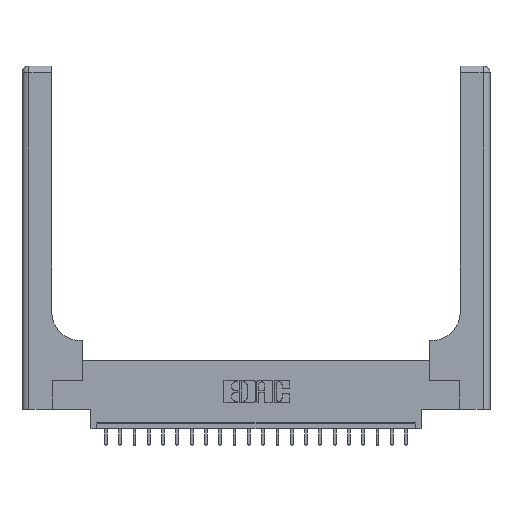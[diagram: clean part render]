
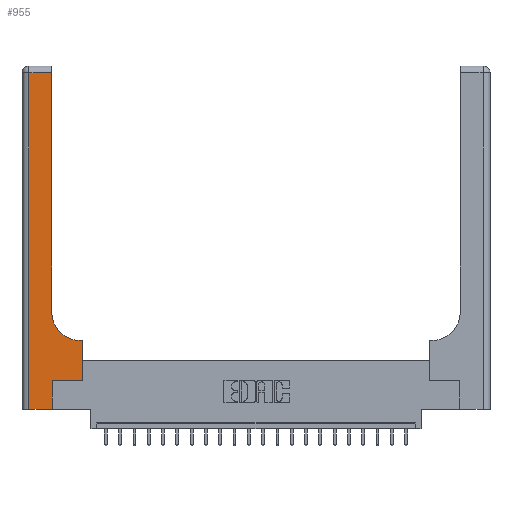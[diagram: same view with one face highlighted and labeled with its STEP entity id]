
A CAD part, top view. The second image highlights one B-rep face of the part: STEP entity #955.
In plain terms, the highlighted planar face has unit normal (0, 0, 1).
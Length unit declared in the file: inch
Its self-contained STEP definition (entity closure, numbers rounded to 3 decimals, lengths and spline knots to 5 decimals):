
#112 = EDGE_CURVE ( 'NONE', #21183, #8609, #13867, .T. ) ;
#189 = DIRECTION ( 'NONE',  ( 0., 0., -1. ) ) ;
#201 = EDGE_CURVE ( 'NONE', #13617, #17132, #10624, .T. ) ;
#288 = CARTESIAN_POINT ( 'NONE',  ( 0.528, 0.25, 0.37 ) ) ;
#932 = DIRECTION ( 'NONE',  ( -1., 0., 0. ) ) ;
#955 = ADVANCED_FACE ( 'NONE', ( #12272 ), #15628, .F. ) ;
#1444 = ORIENTED_EDGE ( 'NONE', *, *, #18402, .T. ) ;
#1530 = CARTESIAN_POINT ( 'NONE',  ( 0., 0., 0.37 ) ) ;
#1958 = VERTEX_POINT ( 'NONE', #2770 ) ;
#2006 = ORIENTED_EDGE ( 'NONE', *, *, #201, .T. ) ;
#2770 = CARTESIAN_POINT ( 'NONE',  ( 0.26, 2.94, 0.37 ) ) ;
#2774 = EDGE_CURVE ( 'NONE', #1958, #13617, #4168, .T. ) ;
#2937 = CARTESIAN_POINT ( 'NONE',  ( 0.06, 2.94, 0.37 ) ) ;
#3396 = CARTESIAN_POINT ( 'NONE',  ( 0.528, 0.6, 0.37 ) ) ;
#3741 = VECTOR ( 'NONE', #6579, 39.37008 ) ;
#3995 = VECTOR ( 'NONE', #19944, 39.37008 ) ;
#4168 = LINE ( 'NONE', #21195, #10285 ) ;
#5162 = VECTOR ( 'NONE', #5571, 39.37008 ) ;
#5329 = AXIS2_PLACEMENT_3D ( 'NONE', #13842, #189, #21102 ) ;
#5571 = DIRECTION ( 'NONE',  ( 0., -1., 0. ) ) ;
#5677 = DIRECTION ( 'NONE',  ( 0., 1., 0. ) ) ;
#5864 = LINE ( 'NONE', #21524, #19596 ) ;
#5967 = CARTESIAN_POINT ( 'NONE',  ( 0.265, 0., 0.37 ) ) ;
#6303 = LINE ( 'NONE', #11560, #3995 ) ;
#6579 = DIRECTION ( 'NONE',  ( 1., 0., 0. ) ) ;
#7001 = CARTESIAN_POINT ( 'NONE',  ( 0.265, 0.25, 0.37 ) ) ;
#7262 = CARTESIAN_POINT ( 'NONE',  ( 0.06, 3., 0.37 ) ) ;
#7464 = DIRECTION ( 'NONE',  ( 0., 0., -1. ) ) ;
#7950 = VERTEX_POINT ( 'NONE', #9038 ) ;
#8255 = AXIS2_PLACEMENT_3D ( 'NONE', #12505, #7464, #16078 ) ;
#8609 = VERTEX_POINT ( 'NONE', #3396 ) ;
#8790 = CARTESIAN_POINT ( 'NONE',  ( 0.06, 0., 0.37 ) ) ;
#8836 = CARTESIAN_POINT ( 'NONE',  ( 0.26, 0.85, 0.37 ) ) ;
#9005 = CARTESIAN_POINT ( 'NONE',  ( 0.26, 3., 0.37 ) ) ;
#9038 = CARTESIAN_POINT ( 'NONE',  ( 0.51, 0.6, 0.37 ) ) ;
#10165 = ORIENTED_EDGE ( 'NONE', *, *, #17150, .T. ) ;
#10285 = VECTOR ( 'NONE', #932, 39.37008 ) ;
#10624 = LINE ( 'NONE', #7262, #5162 ) ;
#11500 = EDGE_LOOP ( 'NONE', ( #15893, #14468, #2006, #16867, #12315, #10165, #20914, #1444, #12114 ) ) ;
#11560 = CARTESIAN_POINT ( 'NONE',  ( 0.265, 0., 0.37 ) ) ;
#11835 = DIRECTION ( 'NONE',  ( 0., 1., 0. ) ) ;
#11923 = LINE ( 'NONE', #7001, #13786 ) ;
#12113 = VECTOR ( 'NONE', #11835, 39.37008 ) ;
#12114 = ORIENTED_EDGE ( 'NONE', *, *, #20888, .T. ) ;
#12272 = FACE_OUTER_BOUND ( 'NONE', #11500, .T. ) ;
#12315 = ORIENTED_EDGE ( 'NONE', *, *, #13592, .T. ) ;
#12505 = CARTESIAN_POINT ( 'NONE',  ( 0.51, 0.85, 0.37 ) ) ;
#13592 = EDGE_CURVE ( 'NONE', #13634, #19552, #6303, .T. ) ;
#13612 = CIRCLE ( 'NONE', #8255, 0.25 ) ;
#13617 = VERTEX_POINT ( 'NONE', #2937 ) ;
#13634 = VERTEX_POINT ( 'NONE', #5967 ) ;
#13786 = VECTOR ( 'NONE', #18730, 39.37008 ) ;
#13842 = CARTESIAN_POINT ( 'NONE',  ( 0., 3., 0.37 ) ) ;
#13867 = LINE ( 'NONE', #19115, #21236 ) ;
#14468 = ORIENTED_EDGE ( 'NONE', *, *, #2774, .T. ) ;
#15628 = PLANE ( 'NONE',  #5329 ) ;
#15893 = ORIENTED_EDGE ( 'NONE', *, *, #18246, .T. ) ;
#16078 = DIRECTION ( 'NONE',  ( 1., 0., 0. ) ) ;
#16572 = EDGE_CURVE ( 'NONE', #17132, #13634, #22118, .T. ) ;
#16867 = ORIENTED_EDGE ( 'NONE', *, *, #16572, .T. ) ;
#17132 = VERTEX_POINT ( 'NONE', #8790 ) ;
#17150 = EDGE_CURVE ( 'NONE', #19552, #21183, #11923, .T. ) ;
#17706 = DIRECTION ( 'NONE',  ( -1., 0., 0. ) ) ;
#17932 = VERTEX_POINT ( 'NONE', #8836 ) ;
#18246 = EDGE_CURVE ( 'NONE', #17932, #1958, #20437, .T. ) ;
#18402 = EDGE_CURVE ( 'NONE', #8609, #7950, #5864, .T. ) ;
#18730 = DIRECTION ( 'NONE',  ( 1., 0., 0. ) ) ;
#19115 = CARTESIAN_POINT ( 'NONE',  ( 0.528, 0.25, 0.37 ) ) ;
#19377 = CARTESIAN_POINT ( 'NONE',  ( 0.265, 0.25, 0.37 ) ) ;
#19552 = VERTEX_POINT ( 'NONE', #19377 ) ;
#19596 = VECTOR ( 'NONE', #17706, 39.37008 ) ;
#19944 = DIRECTION ( 'NONE',  ( 0., 1., 0. ) ) ;
#20437 = LINE ( 'NONE', #9005, #12113 ) ;
#20888 = EDGE_CURVE ( 'NONE', #7950, #17932, #13612, .T. ) ;
#20914 = ORIENTED_EDGE ( 'NONE', *, *, #112, .T. ) ;
#21102 = DIRECTION ( 'NONE',  ( -1., 0., 0. ) ) ;
#21183 = VERTEX_POINT ( 'NONE', #288 ) ;
#21195 = CARTESIAN_POINT ( 'NONE',  ( 0., 2.94, 0.37 ) ) ;
#21236 = VECTOR ( 'NONE', #5677, 39.37008 ) ;
#21524 = CARTESIAN_POINT ( 'NONE',  ( 0.26, 0.6, 0.37 ) ) ;
#22118 = LINE ( 'NONE', #1530, #3741 ) ;
